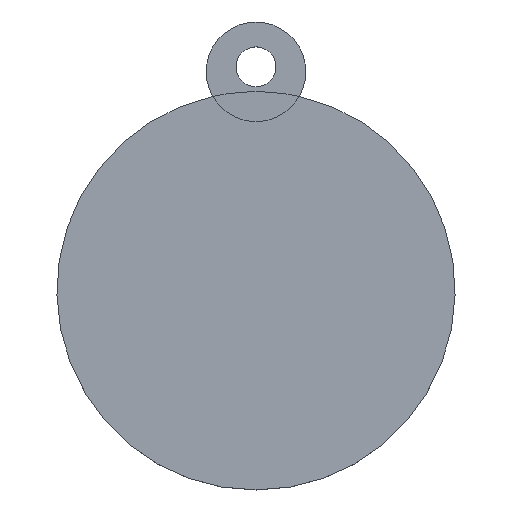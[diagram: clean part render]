
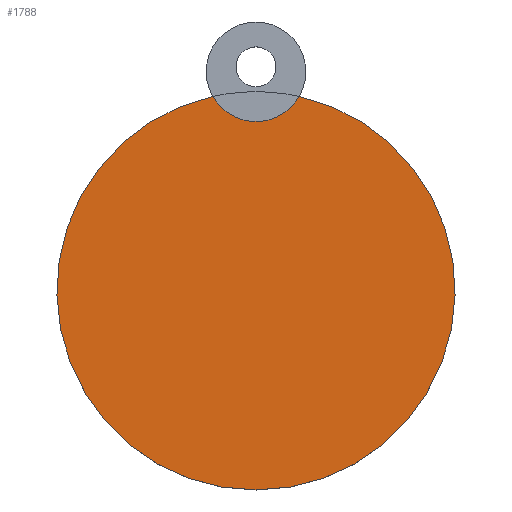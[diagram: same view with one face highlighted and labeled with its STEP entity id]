
A CAD part, top view. The second image highlights one B-rep face of the part: STEP entity #1788.
In plain terms, the highlighted planar face has unit normal (0, 0, 1).
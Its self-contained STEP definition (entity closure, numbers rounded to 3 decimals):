
#195 = VERTEX_POINT('',#196);
#196 = CARTESIAN_POINT('',(4.343,13.523,3.5));
#236 = CYLINDRICAL_SURFACE('',#237,20.);
#237 = AXIS2_PLACEMENT_3D('',#238,#239,#240);
#238 = CARTESIAN_POINT('',(0.,-6.,0.));
#239 = DIRECTION('',(0.,0.,1.));
#240 = DIRECTION('',(0.,1.,0.));
#366 = VERTEX_POINT('',#367);
#367 = CARTESIAN_POINT('',(-4.343,13.523,3.5));
#463 = EDGE_CURVE('',#366,#195,#464,.T.);
#464 = SURFACE_CURVE('',#465,(#470,#477),.PCURVE_S1.);
#465 = CIRCLE('',#466,20.);
#466 = AXIS2_PLACEMENT_3D('',#467,#468,#469);
#467 = CARTESIAN_POINT('',(0.,-6.,3.5));
#468 = DIRECTION('',(0.,-0.,1.));
#469 = DIRECTION('',(0.,1.,0.));
#470 = PCURVE('',#236,#471);
#471 = DEFINITIONAL_REPRESENTATION('',(#472),#476);
#472 = LINE('',#473,#474);
#473 = CARTESIAN_POINT('',(0.,3.5));
#474 = VECTOR('',#475,1.);
#475 = DIRECTION('',(1.,0.));
#476 = ( GEOMETRIC_REPRESENTATION_CONTEXT(2) 
PARAMETRIC_REPRESENTATION_CONTEXT() REPRESENTATION_CONTEXT('2D SPACE',''
  ) );
#477 = PCURVE('',#478,#483);
#478 = PLANE('',#479);
#479 = AXIS2_PLACEMENT_3D('',#480,#481,#482);
#480 = CARTESIAN_POINT('',(0.,-6.,3.5));
#481 = DIRECTION('',(0.,0.,1.));
#482 = DIRECTION('',(0.,1.,0.));
#483 = DEFINITIONAL_REPRESENTATION('',(#484),#488);
#484 = CIRCLE('',#485,20.);
#485 = AXIS2_PLACEMENT_2D('',#486,#487);
#486 = CARTESIAN_POINT('',(0.,0.));
#487 = DIRECTION('',(1.,0.));
#488 = ( GEOMETRIC_REPRESENTATION_CONTEXT(2) 
PARAMETRIC_REPRESENTATION_CONTEXT() REPRESENTATION_CONTEXT('2D SPACE',''
  ) );
#536 = PLANE('',#537);
#537 = AXIS2_PLACEMENT_3D('',#538,#539,#540);
#538 = CARTESIAN_POINT('',(0.,-6.,3.5));
#539 = DIRECTION('',(0.,0.,1.));
#540 = DIRECTION('',(0.,1.,0.));
#1788 = ADVANCED_FACE('',(#1789),#478,.T.);
#1789 = FACE_BOUND('',#1790,.T.);
#1790 = EDGE_LOOP('',(#1791,#1813));
#1791 = ORIENTED_EDGE('',*,*,#1792,.F.);
#1792 = EDGE_CURVE('',#366,#195,#1793,.T.);
#1793 = SURFACE_CURVE('',#1794,(#1799,#1806),.PCURVE_S1.);
#1794 = CIRCLE('',#1795,5.);
#1795 = AXIS2_PLACEMENT_3D('',#1796,#1797,#1798);
#1796 = CARTESIAN_POINT('',(0.,16.,3.5));
#1797 = DIRECTION('',(0.,-0.,1.));
#1798 = DIRECTION('',(0.,1.,0.));
#1799 = PCURVE('',#478,#1800);
#1800 = DEFINITIONAL_REPRESENTATION('',(#1801),#1805);
#1801 = CIRCLE('',#1802,5.);
#1802 = AXIS2_PLACEMENT_2D('',#1803,#1804);
#1803 = CARTESIAN_POINT('',(22.,0.));
#1804 = DIRECTION('',(1.,0.));
#1805 = ( GEOMETRIC_REPRESENTATION_CONTEXT(2) 
PARAMETRIC_REPRESENTATION_CONTEXT() REPRESENTATION_CONTEXT('2D SPACE',''
  ) );
#1806 = PCURVE('',#536,#1807);
#1807 = DEFINITIONAL_REPRESENTATION('',(#1808),#1812);
#1808 = CIRCLE('',#1809,5.);
#1809 = AXIS2_PLACEMENT_2D('',#1810,#1811);
#1810 = CARTESIAN_POINT('',(22.,0.));
#1811 = DIRECTION('',(1.,0.));
#1812 = ( GEOMETRIC_REPRESENTATION_CONTEXT(2) 
PARAMETRIC_REPRESENTATION_CONTEXT() REPRESENTATION_CONTEXT('2D SPACE',''
  ) );
#1813 = ORIENTED_EDGE('',*,*,#463,.T.);
